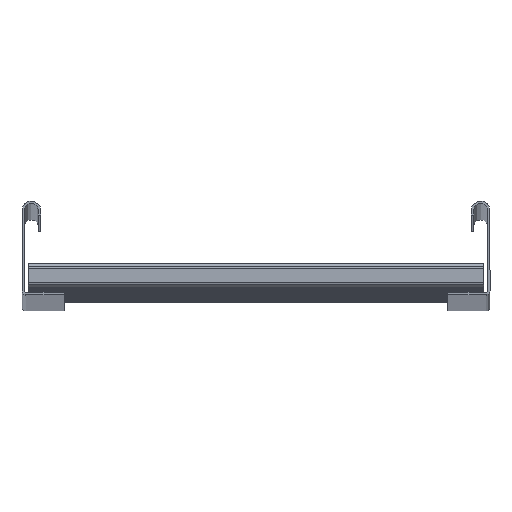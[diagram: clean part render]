
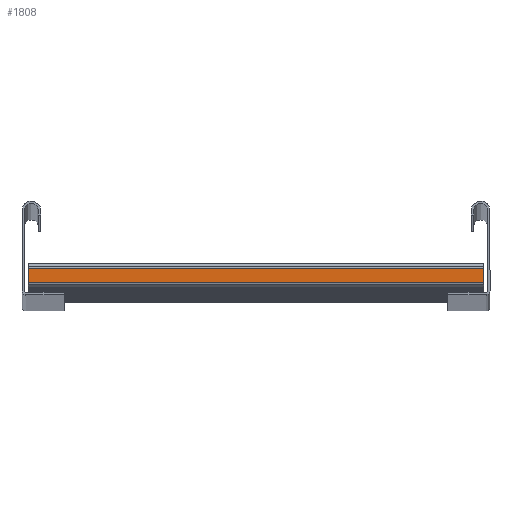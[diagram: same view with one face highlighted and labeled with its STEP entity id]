
A CAD part, top view. The second image highlights one B-rep face of the part: STEP entity #1808.
In plain terms, the highlighted face is planar.
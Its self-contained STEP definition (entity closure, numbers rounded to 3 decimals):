
#81 = CARTESIAN_POINT ( 'NONE',  ( -15., 3., -146. ) ) ;
#203 = ORIENTED_EDGE ( 'NONE', *, *, #1481, .F. ) ;
#236 = DIRECTION ( 'NONE',  ( 0., 0., -1. ) ) ;
#267 = VECTOR ( 'NONE', #1228, 1000. ) ;
#337 = VERTEX_POINT ( 'NONE', #1361 ) ;
#338 = CARTESIAN_POINT ( 'NONE',  ( -15., 3., -146. ) ) ;
#452 = LINE ( 'NONE', #1226, #748 ) ;
#465 = AXIS2_PLACEMENT_3D ( 'NONE', #81, #1208, #236 ) ;
#528 = CARTESIAN_POINT ( 'NONE',  ( -15., 12., 146. ) ) ;
#529 = ORIENTED_EDGE ( 'NONE', *, *, #1253, .F. ) ;
#706 = VERTEX_POINT ( 'NONE', #528 ) ;
#748 = VECTOR ( 'NONE', #1030, 1000. ) ;
#750 = VERTEX_POINT ( 'NONE', #338 ) ;
#816 = LINE ( 'NONE', #897, #1941 ) ;
#897 = CARTESIAN_POINT ( 'NONE',  ( -15., 12., -146. ) ) ;
#1006 = EDGE_CURVE ( 'NONE', #1823, #750, #452, .T. ) ;
#1017 = LINE ( 'NONE', #1771, #1083 ) ;
#1022 = DIRECTION ( 'NONE',  ( 0., 1., 0. ) ) ;
#1030 = DIRECTION ( 'NONE',  ( 0., 0., -1. ) ) ;
#1061 = ORIENTED_EDGE ( 'NONE', *, *, #1806, .F. ) ;
#1083 = VECTOR ( 'NONE', #1022, 1000. ) ;
#1208 = DIRECTION ( 'NONE',  ( 1., 0., 0. ) ) ;
#1214 = CARTESIAN_POINT ( 'NONE',  ( -15., 3., 146. ) ) ;
#1220 = FACE_OUTER_BOUND ( 'NONE', #1653, .T. ) ;
#1226 = CARTESIAN_POINT ( 'NONE',  ( -15., 3., -146. ) ) ;
#1228 = DIRECTION ( 'NONE',  ( 0., -1., 0. ) ) ;
#1253 = EDGE_CURVE ( 'NONE', #337, #706, #816, .T. ) ;
#1345 = PLANE ( 'NONE',  #465 ) ;
#1349 = DIRECTION ( 'NONE',  ( 0., 0., 1. ) ) ;
#1361 = CARTESIAN_POINT ( 'NONE',  ( -15., 12., -146. ) ) ;
#1372 = ORIENTED_EDGE ( 'NONE', *, *, #1006, .F. ) ;
#1481 = EDGE_CURVE ( 'NONE', #706, #1823, #1567, .T. ) ;
#1513 = CARTESIAN_POINT ( 'NONE',  ( -15., 1.5, 146. ) ) ;
#1567 = LINE ( 'NONE', #1513, #267 ) ;
#1653 = EDGE_LOOP ( 'NONE', ( #529, #1061, #1372, #203 ) ) ;
#1771 = CARTESIAN_POINT ( 'NONE',  ( -15., 13.5, -146. ) ) ;
#1806 = EDGE_CURVE ( 'NONE', #750, #337, #1017, .T. ) ;
#1808 = ADVANCED_FACE ( 'NONE', ( #1220 ), #1345, .F. ) ;
#1823 = VERTEX_POINT ( 'NONE', #1214 ) ;
#1941 = VECTOR ( 'NONE', #1349, 1000. ) ;
